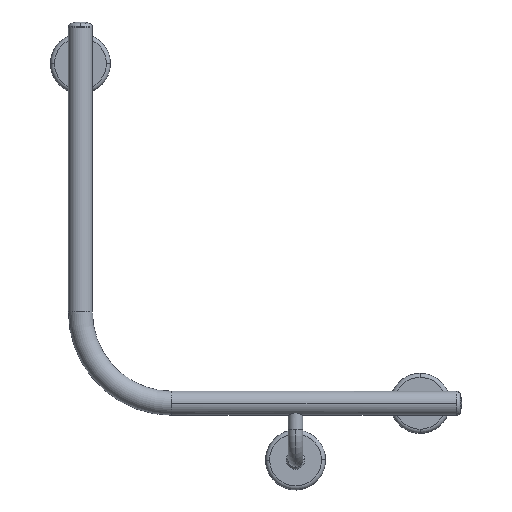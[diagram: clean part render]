
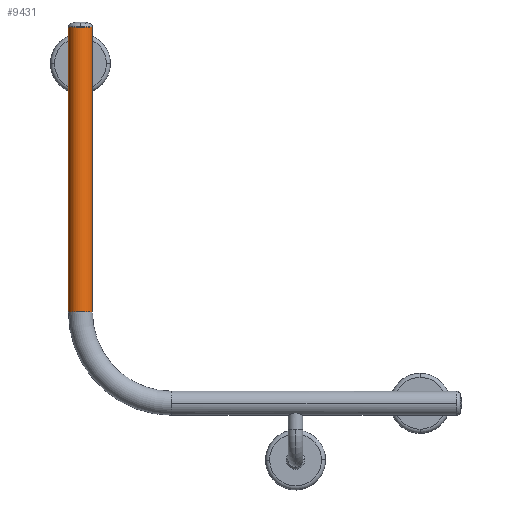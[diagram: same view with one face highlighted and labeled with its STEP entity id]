
A CAD part, top view. The second image highlights one B-rep face of the part: STEP entity #9431.
In plain terms, the highlighted cylindrical face has radius 15.9 mm (diameter 31.8 mm), a partial arc.
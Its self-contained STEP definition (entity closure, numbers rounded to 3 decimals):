
#24 = EDGE_CURVE ( 'NONE', #8693, #10844, #12195, .T. ) ;
#109 = CARTESIAN_POINT ( 'NONE',  ( -224.54, 426.854, -73.823 ) ) ;
#223 = EDGE_CURVE ( 'NONE', #1252, #8693, #3523, .T. ) ;
#550 = CIRCLE ( 'NONE', #8710, 15.9 ) ;
#1194 = DIRECTION ( 'NONE',  ( 0., 1., 0. ) ) ;
#1252 = VERTEX_POINT ( 'NONE', #9470 ) ;
#1362 = DIRECTION ( 'NONE',  ( 0., 1., 0. ) ) ;
#1457 = DIRECTION ( 'NONE',  ( 0., 1., 0. ) ) ;
#1569 = AXIS2_PLACEMENT_3D ( 'NONE', #10964, #2264, #9100 ) ;
#1581 = CARTESIAN_POINT ( 'NONE',  ( -240.44, 49.754, -73.823 ) ) ;
#2167 = EDGE_LOOP ( 'NONE', ( #2788, #9641, #10169, #12346, #5262 ) ) ;
#2264 = DIRECTION ( 'NONE',  ( 0., 1., 0. ) ) ;
#2313 = EDGE_CURVE ( 'NONE', #12555, #1252, #7428, .T. ) ;
#2788 = ORIENTED_EDGE ( 'NONE', *, *, #2313, .F. ) ;
#2953 = CARTESIAN_POINT ( 'NONE',  ( -224.54, 426.854, -57.923 ) ) ;
#2983 = DIRECTION ( 'NONE',  ( 0., 1., 0. ) ) ;
#3116 = AXIS2_PLACEMENT_3D ( 'NONE', #4741, #11282, #4500 ) ;
#3523 = CIRCLE ( 'NONE', #3116, 15.9 ) ;
#3670 = CARTESIAN_POINT ( 'NONE',  ( -208.64, 426.854, -73.823 ) ) ;
#4500 = DIRECTION ( 'NONE',  ( 0., 0., 1. ) ) ;
#4741 = CARTESIAN_POINT ( 'NONE',  ( -224.54, 426.854, -73.823 ) ) ;
#5262 = ORIENTED_EDGE ( 'NONE', *, *, #223, .F. ) ;
#6203 = EDGE_CURVE ( 'NONE', #12555, #9348, #550, .T. ) ;
#6259 = DIRECTION ( 'NONE',  ( 0., 0., 1. ) ) ;
#6920 = DIRECTION ( 'NONE',  ( 0., 0., 1. ) ) ;
#7428 = LINE ( 'NONE', #1581, #11908 ) ;
#7733 = EDGE_CURVE ( 'NONE', #9348, #10844, #12383, .T. ) ;
#7887 = CARTESIAN_POINT ( 'NONE',  ( -208.64, 49.754, -73.823 ) ) ;
#8009 = CYLINDRICAL_SURFACE ( 'NONE', #1569, 15.9 ) ;
#8693 = VERTEX_POINT ( 'NONE', #2953 ) ;
#8710 = AXIS2_PLACEMENT_3D ( 'NONE', #8971, #1362, #6259 ) ;
#8971 = CARTESIAN_POINT ( 'NONE',  ( -224.54, 49.754, -73.823 ) ) ;
#9100 = DIRECTION ( 'NONE',  ( 1., 0., 0. ) ) ;
#9348 = VERTEX_POINT ( 'NONE', #7887 ) ;
#9431 = ADVANCED_FACE ( 'Defeatured_0_1', ( #11918 ), #8009, .T. ) ;
#9470 = CARTESIAN_POINT ( 'NONE',  ( -240.44, 426.854, -73.823 ) ) ;
#9641 = ORIENTED_EDGE ( 'NONE', *, *, #6203, .T. ) ;
#9793 = AXIS2_PLACEMENT_3D ( 'NONE', #109, #1194, #6920 ) ;
#10169 = ORIENTED_EDGE ( 'NONE', *, *, #7733, .T. ) ;
#10253 = CARTESIAN_POINT ( 'NONE',  ( -240.44, 49.754, -73.823 ) ) ;
#10844 = VERTEX_POINT ( 'NONE', #3670 ) ;
#10921 = VECTOR ( 'NONE', #2983, 1000. ) ;
#10964 = CARTESIAN_POINT ( 'NONE',  ( -224.54, 49.754, -73.823 ) ) ;
#11282 = DIRECTION ( 'NONE',  ( 0., 1., 0. ) ) ;
#11424 = CARTESIAN_POINT ( 'NONE',  ( -208.64, 49.754, -73.823 ) ) ;
#11908 = VECTOR ( 'NONE', #1457, 1000. ) ;
#11918 = FACE_OUTER_BOUND ( 'NONE', #2167, .T. ) ;
#12195 = CIRCLE ( 'NONE', #9793, 15.9 ) ;
#12346 = ORIENTED_EDGE ( 'NONE', *, *, #24, .F. ) ;
#12383 = LINE ( 'NONE', #11424, #10921 ) ;
#12555 = VERTEX_POINT ( 'NONE', #10253 ) ;
